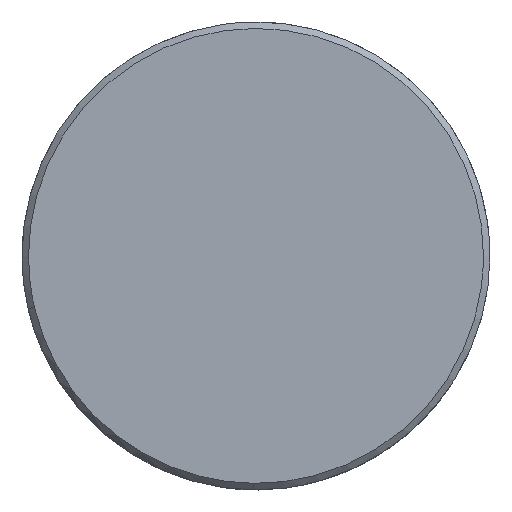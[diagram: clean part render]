
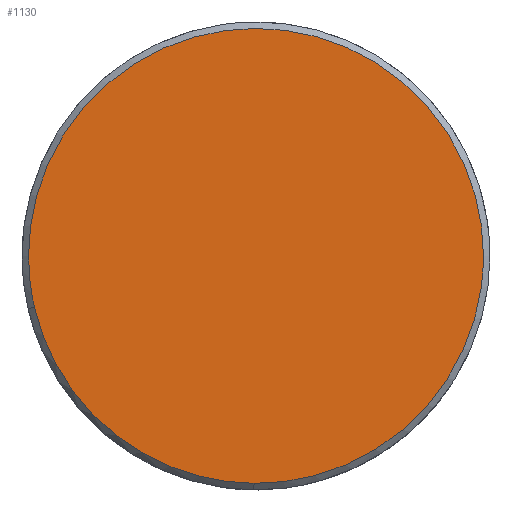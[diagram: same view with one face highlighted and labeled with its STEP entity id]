
A CAD part, top view. The second image highlights one B-rep face of the part: STEP entity #1130.
In plain terms, the highlighted free-form (B-spline) face has degree [1, 1] with [2, 2] control points.
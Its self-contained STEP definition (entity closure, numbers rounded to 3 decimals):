
#87=CARTESIAN_POINT('',(-17.049,-3.948,23.));
#88=VERTEX_POINT('',#87);
#94=CARTESIAN_POINT('',(-17.5,0.0,23.0));
#95=VERTEX_POINT('',#94);
#96=CARTESIAN_POINT('',(-17.5,0.0,23.0));
#97=CARTESIAN_POINT('',(-17.5,-2.,23.));
#98=CARTESIAN_POINT('',(-17.049,-3.948,23.));
#106=(BOUNDED_CURVE()B_SPLINE_CURVE(2,(#96,#97,#98),.UNSPECIFIED.,.F.,.U.)B_SPLINE_CURVE_WITH_KNOTS((3,3),(0.5,0.539),.UNSPECIFIED.)CURVE()GEOMETRIC_REPRESENTATION_ITEM()RATIONAL_B_SPLINE_CURVE((1.0,0.955,0.924))REPRESENTATION_ITEM(''));
#107=EDGE_CURVE('',#95,#88,#106,.T.);
#109=CARTESIAN_POINT('',(17.5,0.0,23.0));
#110=VERTEX_POINT('',#109);
#111=CARTESIAN_POINT('',(17.5,0.0,23.0));
#112=CARTESIAN_POINT('',(17.5,17.5,23.));
#113=CARTESIAN_POINT('',(0.0,17.5,23.0));
#114=CARTESIAN_POINT('',(-17.5,17.5,23.));
#115=CARTESIAN_POINT('',(-17.5,0.0,23.0));
#123=(BOUNDED_CURVE()B_SPLINE_CURVE(2,(#111,#112,#113,#114,#115),.UNSPECIFIED.,.F.,.U.)B_SPLINE_CURVE_WITH_KNOTS((3,2,3),(0.0,0.25,0.5),.UNSPECIFIED.)CURVE()GEOMETRIC_REPRESENTATION_ITEM()RATIONAL_B_SPLINE_CURVE((1.0,0.707,1.0,0.707,1.0))REPRESENTATION_ITEM(''));
#124=EDGE_CURVE('',#110,#95,#123,.T.);
#126=CARTESIAN_POINT('',(-0.153,-17.499,23.));
#127=VERTEX_POINT('',#126);
#128=CARTESIAN_POINT('',(-0.153,-17.499,23.));
#129=CARTESIAN_POINT('',(-0.076,-17.5,23.));
#130=CARTESIAN_POINT('',(0.0,-17.5,23.0));
#131=CARTESIAN_POINT('',(17.5,-17.5,23.));
#132=CARTESIAN_POINT('',(17.5,0.0,23.0));
#140=(BOUNDED_CURVE()B_SPLINE_CURVE(2,(#128,#129,#130,#131,#132),.UNSPECIFIED.,.F.,.U.)B_SPLINE_CURVE_WITH_KNOTS((3,2,3),(0.748,0.75,1.0),.UNSPECIFIED.)CURVE()GEOMETRIC_REPRESENTATION_ITEM()RATIONAL_B_SPLINE_CURVE((0.996,0.998,1.0,0.707,1.0))REPRESENTATION_ITEM(''));
#141=EDGE_CURVE('',#127,#110,#140,.T.);
#243=CARTESIAN_POINT('',(-17.049,-3.948,23.));
#244=CARTESIAN_POINT('',(-13.939,-17.379,23.));
#245=CARTESIAN_POINT('',(-0.153,-17.499,23.));
#253=(BOUNDED_CURVE()B_SPLINE_CURVE(2,(#243,#244,#245),.UNSPECIFIED.,.F.,.U.)B_SPLINE_CURVE_WITH_KNOTS((3,3),(0.539,0.748),.UNSPECIFIED.)CURVE()GEOMETRIC_REPRESENTATION_ITEM()RATIONAL_B_SPLINE_CURVE((0.924,0.754,0.996))REPRESENTATION_ITEM(''));
#254=EDGE_CURVE('',#88,#127,#253,.T.);
#1119=CARTESIAN_POINT('',(-19.248,-19.248,23.0));
#1120=CARTESIAN_POINT('',(19.248,-19.248,23.0));
#1121=CARTESIAN_POINT('',(-19.248,19.248,23.0));
#1122=CARTESIAN_POINT('',(19.248,19.248,23.0));
#1123=B_SPLINE_SURFACE_WITH_KNOTS('',1,1,((#1119,#1121),(#1120,#1122)),.UNSPECIFIED.,.F.,.F.,.U.,(2,2),(2,2),(0.0,38.497),(0.0,38.496),.UNSPECIFIED.);
#1124=ORIENTED_EDGE('',*,*,#124,.T.);
#1125=ORIENTED_EDGE('',*,*,#107,.T.);
#1126=ORIENTED_EDGE('',*,*,#254,.T.);
#1127=ORIENTED_EDGE('',*,*,#141,.T.);
#1128=EDGE_LOOP('',(#1124,#1125,#1126,#1127));
#1129=FACE_OUTER_BOUND('',#1128,.T.);
#1130=ADVANCED_FACE('',(#1129),#1123,.T.);
